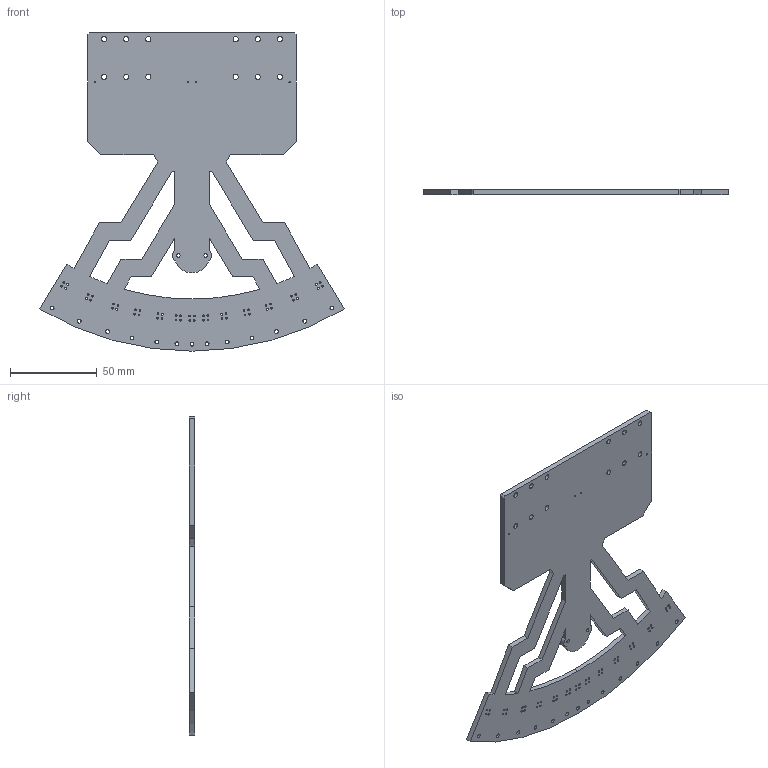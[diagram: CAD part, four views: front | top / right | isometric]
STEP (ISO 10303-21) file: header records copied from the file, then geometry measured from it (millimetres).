
FILE_DESCRIPTION (( 'STEP AP214' ), '1' );
FILE_NAME ('Base_Plate.STEP', '2024-08-29T12:23:07', ( '' ), ( '' ), 'SwSTEP 2.0', 'SolidWorks 2023', '' );
FILE_SCHEMA (( 'AUTOMOTIVE_DESIGN' ));
Length unit declared in the file: millimetre
Products named in the file (1): Base_Plate
Bounding box: 175 x 3 x 183 mm (x, y, z)
Volume: 52293.6 mm3; surface area: 40039 mm2
Topology: 1 solids, 1 shells, 223 faces, 663 edges, 442 vertices
Faces by surface type: cylinder 178, plane 45
Entity records: 8040 total; most frequent: DIRECTION 1467, CARTESIAN_POINT 1329, ORIENTED_EDGE 1326, EDGE_CURVE 663, AXIS2_PLACEMENT_3D 580, VERTEX_POINT 442, EDGE_LOOP 395, CIRCLE 356
